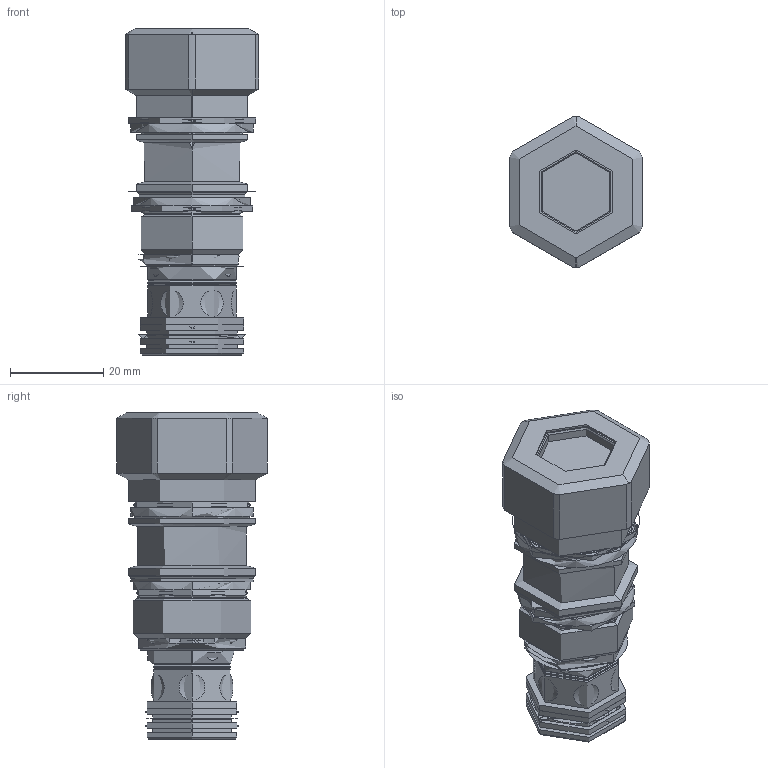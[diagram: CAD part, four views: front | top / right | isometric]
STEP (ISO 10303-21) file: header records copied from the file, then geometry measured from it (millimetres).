
FILE_DESCRIPTION((''),'2;1');
FILE_NAME('LOFB8DN_SW','2022-01-19T16:53:40',('SigMax'),(''),'CREO PARAMETRIC BY PTC INC, 2021072','CREO PARAMETRIC BY PTC INC, 2021072','');
FILE_SCHEMA(('CONFIG_CONTROL_DESIGN'));
Length unit declared in the file: inch
Products named in the file (1): LOFB8DN_SW
Bounding box: 28.57 x 32.21 x 69.85 mm (x, y, z)
Topology: 0 solids, 0 shells, 212 faces, 964 edges, 944 vertices
Faces by surface type: cylinder 101, cone 38, plane 32, torus 31, revolution 10
Entity records: 17720 total; most frequent: CARTESIAN_POINT 8779, DIRECTION 1718, TRIMMED_CURVE 1066, DEFINITIONAL_REPRESENTATION 924, PCURVE 924, COMPOSITE_CURVE_SEGMENT 924, VECTOR 828, LINE 828
